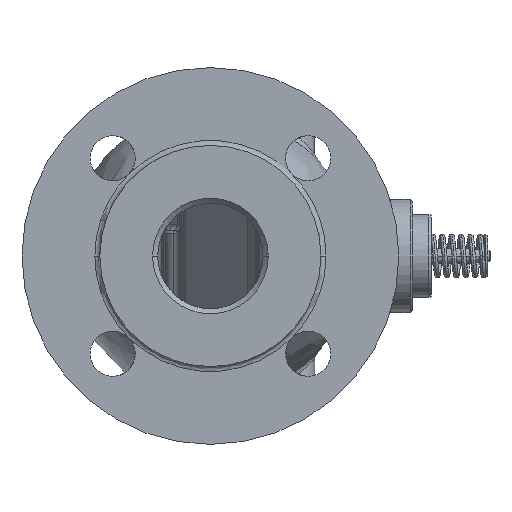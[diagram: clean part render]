
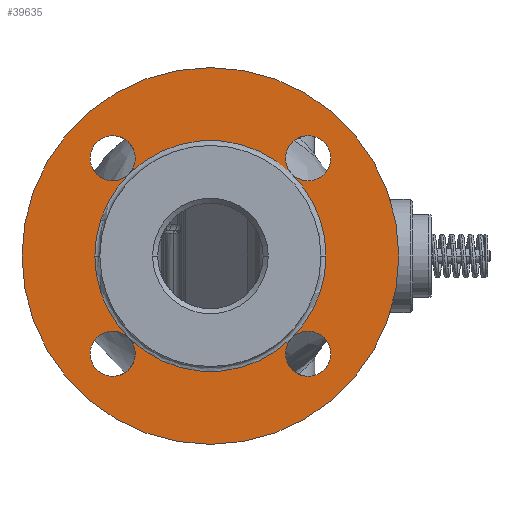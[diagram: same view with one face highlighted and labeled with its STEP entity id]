
A CAD part, left-side view. The second image highlights one B-rep face of the part: STEP entity #39635.
In plain terms, the highlighted planar face has unit normal (-1, 0, 0).
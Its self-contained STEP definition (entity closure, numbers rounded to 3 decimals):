
#18384=CARTESIAN_POINT('',(-98.,0.,0.));
#18385=DIRECTION('',(-1.,0.,0.));
#18386=DIRECTION('',(0.,1.,0.));
#18387=AXIS2_PLACEMENT_3D('',#18384,#18385,#18386);
#18389=CARTESIAN_POINT('',(-98.,0.,0.));
#18390=DIRECTION('',(1.,0.,0.));
#18391=DIRECTION('',(0.,1.,0.));
#18392=AXIS2_PLACEMENT_3D('',#18389,#18390,#18391);
#18394=CARTESIAN_POINT('',(-98.,-38.891,
38.891));
#18395=DIRECTION('',(1.,0.,0.));
#18396=DIRECTION('',(0.,0.,1.));
#18397=AXIS2_PLACEMENT_3D('',#18394,#18395,#18396);
#18399=CARTESIAN_POINT('',(-98.,-38.891,
38.891));
#18400=DIRECTION('',(1.,0.,0.));
#18401=DIRECTION('',(0.,0.707,-0.707));
#18402=AXIS2_PLACEMENT_3D('',#18399,#18400,#18401);
#18404=CARTESIAN_POINT('',(-98.,38.891,
38.891));
#18405=DIRECTION('',(1.,0.,0.));
#18406=DIRECTION('',(0.,0.,1.));
#18407=AXIS2_PLACEMENT_3D('',#18404,#18405,#18406);
#18409=CARTESIAN_POINT('',(-98.,38.891,
38.891));
#18410=DIRECTION('',(1.,0.,0.));
#18411=DIRECTION('',(0.,0.,-1.));
#18412=AXIS2_PLACEMENT_3D('',#18409,#18410,#18411);
#18414=CARTESIAN_POINT('',(-98.,38.891,
38.891));
#18415=DIRECTION('',(1.,0.,0.));
#18416=DIRECTION('',(0.,-0.707,-0.707));
#18417=AXIS2_PLACEMENT_3D('',#18414,#18415,#18416);
#18419=CARTESIAN_POINT('',(-98.,38.891,
-38.891));
#18420=DIRECTION('',(1.,0.,0.));
#18421=DIRECTION('',(0.,0.,1.));
#18422=AXIS2_PLACEMENT_3D('',#18419,#18420,#18421);
#18424=CARTESIAN_POINT('',(-98.,38.891,
-38.891));
#18425=DIRECTION('',(1.,0.,0.));
#18426=DIRECTION('',(0.,0.,-1.));
#18427=AXIS2_PLACEMENT_3D('',#18424,#18425,#18426);
#18429=CARTESIAN_POINT('',(-98.,38.891,
-38.891));
#18430=DIRECTION('',(1.,0.,0.));
#18431=DIRECTION('',(0.,-0.707,0.707));
#18432=AXIS2_PLACEMENT_3D('',#18429,#18430,#18431);
#18434=CARTESIAN_POINT('',(-98.,-38.891,
-38.891));
#18435=DIRECTION('',(1.,0.,0.));
#18436=DIRECTION('',(0.,0.,-1.));
#18437=AXIS2_PLACEMENT_3D('',#18434,#18435,#18436);
#18439=CARTESIAN_POINT('',(-98.,-38.891,
-38.891));
#18440=DIRECTION('',(1.,0.,0.));
#18441=DIRECTION('',(0.,0.,1.));
#18442=AXIS2_PLACEMENT_3D('',#18439,#18440,#18441);
#18444=CARTESIAN_POINT('',(-98.,-38.891,
-38.891));
#18445=DIRECTION('',(1.,0.,0.));
#18446=DIRECTION('',(0.,0.707,0.707));
#18447=AXIS2_PLACEMENT_3D('',#18444,#18445,#18446);
#18449=CARTESIAN_POINT('',(-98.,-38.891,
38.891));
#18450=DIRECTION('',(1.,0.,0.));
#18451=DIRECTION('',(0.,0.,-1.));
#18452=AXIS2_PLACEMENT_3D('',#18449,#18450,#18451);
#18462=CARTESIAN_POINT('',(-98.,0.,0.));
#18463=DIRECTION('',(1.,0.,0.));
#18464=DIRECTION('',(0.,1.,0.));
#18465=AXIS2_PLACEMENT_3D('',#18462,#18463,#18464);
#18467=CARTESIAN_POINT('',(-98.,0.,0.));
#18468=DIRECTION('',(1.,0.,0.));
#18469=DIRECTION('',(0.,0.707,0.707));
#18470=AXIS2_PLACEMENT_3D('',#18467,#18468,#18469);
#18472=CARTESIAN_POINT('',(-98.,0.,0.));
#18473=DIRECTION('',(1.,0.,0.));
#18474=DIRECTION('',(0.,-0.707,0.707));
#18475=AXIS2_PLACEMENT_3D('',#18472,#18473,#18474);
#18477=CARTESIAN_POINT('',(-98.,0.,0.));
#18478=DIRECTION('',(-1.,0.,0.));
#18479=DIRECTION('',(0.,1.,0.));
#18480=AXIS2_PLACEMENT_3D('',#18477,#18478,#18479);
#18492=CARTESIAN_POINT('',(-98.,0.,0.));
#18493=DIRECTION('',(-1.,0.,0.));
#18494=DIRECTION('',(0.,-0.707,-0.707));
#18495=AXIS2_PLACEMENT_3D('',#18492,#18493,#18494);
#18497=CARTESIAN_POINT('',(-98.,0.,0.));
#18498=DIRECTION('',(-1.,0.,0.));
#18499=DIRECTION('',(0.,0.707,-0.707));
#18500=AXIS2_PLACEMENT_3D('',#18497,#18498,#18499);
#22262=CARTESIAN_POINT('',(-98.,75.,0.));
#22264=VERTEX_POINT('',#22262);
#22265=CARTESIAN_POINT('',(-98.,46.,0.));
#22267=VERTEX_POINT('',#22265);
#22304=CARTESIAN_POINT('',(-98.,-75.,0.));
#22306=VERTEX_POINT('',#22304);
#22307=CARTESIAN_POINT('',(-98.,-46.,0.));
#22309=VERTEX_POINT('',#22307);
#22859=CARTESIAN_POINT('',(-98.,-38.891,
47.891));
#22860=CARTESIAN_POINT('',(-98.,-38.891,
29.891));
#22861=VERTEX_POINT('',#22859);
#22862=VERTEX_POINT('',#22860);
#22863=CARTESIAN_POINT('',(-98.,-32.527,
32.527));
#22864=VERTEX_POINT('',#22863);
#22865=CARTESIAN_POINT('',(-98.,-38.891,
-29.891));
#22866=CARTESIAN_POINT('',(-98.,-38.891,
-47.891));
#22867=VERTEX_POINT('',#22865);
#22868=VERTEX_POINT('',#22866);
#22869=CARTESIAN_POINT('',(-98.,-32.527,
-32.527));
#22870=VERTEX_POINT('',#22869);
#22871=CARTESIAN_POINT('',(-98.,38.891,
-29.891));
#22872=CARTESIAN_POINT('',(-98.,32.527,
-32.527));
#22873=VERTEX_POINT('',#22871);
#22874=VERTEX_POINT('',#22872);
#22875=CARTESIAN_POINT('',(-98.,38.891,
-47.891));
#22876=VERTEX_POINT('',#22875);
#22877=CARTESIAN_POINT('',(-98.,38.891,
47.891));
#22878=CARTESIAN_POINT('',(-98.,32.527,
32.527));
#22879=VERTEX_POINT('',#22877);
#22880=VERTEX_POINT('',#22878);
#22881=CARTESIAN_POINT('',(-98.,38.891,
29.891));
#22882=VERTEX_POINT('',#22881);
#39588=CARTESIAN_POINT('',(-98.,0.,0.));
#39589=DIRECTION('',(1.,0.,0.));
#39590=DIRECTION('',(0.,-1.,0.));
#39591=AXIS2_PLACEMENT_3D('',#39588,#39589,#39590);
#39592=PLANE('',#39591);
#39593=ORIENTED_EDGE('',*,*,#39581,.F.);
#39594=ORIENTED_EDGE('',*,*,#39570,.T.);
#39595=EDGE_LOOP('',(#39593,#39594));
#39596=FACE_OUTER_BOUND('',#39595,.F.);
#39598=ORIENTED_EDGE('',*,*,#39597,.F.);
#39600=ORIENTED_EDGE('',*,*,#39599,.F.);
#39602=ORIENTED_EDGE('',*,*,#39601,.F.);
#39604=ORIENTED_EDGE('',*,*,#39603,.F.);
#39606=ORIENTED_EDGE('',*,*,#39605,.F.);
#39608=ORIENTED_EDGE('',*,*,#39607,.F.);
#39610=ORIENTED_EDGE('',*,*,#39609,.F.);
#39612=ORIENTED_EDGE('',*,*,#39611,.T.);
#39614=ORIENTED_EDGE('',*,*,#39613,.F.);
#39616=ORIENTED_EDGE('',*,*,#39615,.F.);
#39618=ORIENTED_EDGE('',*,*,#39617,.F.);
#39620=ORIENTED_EDGE('',*,*,#39619,.T.);
#39622=ORIENTED_EDGE('',*,*,#39621,.F.);
#39624=ORIENTED_EDGE('',*,*,#39623,.F.);
#39626=ORIENTED_EDGE('',*,*,#39625,.F.);
#39628=ORIENTED_EDGE('',*,*,#39627,.T.);
#39630=ORIENTED_EDGE('',*,*,#39629,.F.);
#39632=ORIENTED_EDGE('',*,*,#39631,.F.);
#39633=EDGE_LOOP('',(#39598,#39600,#39602,#39604,#39606,#39608,#39610,#39612,
#39614,#39616,#39618,#39620,#39622,#39624,#39626,#39628,#39630,#39632));
#39634=FACE_BOUND('',#39633,.F.);
#39635=ADVANCED_FACE('',(#39596,#39634),#39592,.F.);
#18388=CIRCLE('',#18387,75.);
#18393=CIRCLE('',#18392,75.);
#18398=CIRCLE('',#18397,9.);
#18403=CIRCLE('',#18402,9.);
#18408=CIRCLE('',#18407,9.);
#18413=CIRCLE('',#18412,9.);
#18418=CIRCLE('',#18417,9.);
#18423=CIRCLE('',#18422,9.);
#18428=CIRCLE('',#18427,9.);
#18433=CIRCLE('',#18432,9.);
#18438=CIRCLE('',#18437,9.);
#18443=CIRCLE('',#18442,9.);
#18448=CIRCLE('',#18447,9.);
#18453=CIRCLE('',#18452,9.);
#18466=CIRCLE('',#18465,46.);
#18471=CIRCLE('',#18470,46.);
#18476=CIRCLE('',#18475,46.);
#18481=CIRCLE('',#18480,46.);
#18496=CIRCLE('',#18495,46.);
#18501=CIRCLE('',#18500,46.);
#39570=EDGE_CURVE('',#22264,#22306,#18393,.T.);
#39581=EDGE_CURVE('',#22264,#22306,#18388,.T.);
#39597=EDGE_CURVE('',#22861,#22862,#18398,.T.);
#39599=EDGE_CURVE('',#22864,#22861,#18403,.T.);
#39601=EDGE_CURVE('',#22880,#22864,#18471,.T.);
#39603=EDGE_CURVE('',#22879,#22880,#18408,.T.);
#39605=EDGE_CURVE('',#22882,#22879,#18413,.T.);
#39607=EDGE_CURVE('',#22880,#22882,#18418,.T.);
#39609=EDGE_CURVE('',#22267,#22880,#18466,.T.);
#39611=EDGE_CURVE('',#22267,#22874,#18481,.T.);
#39613=EDGE_CURVE('',#22873,#22874,#18423,.T.);
#39615=EDGE_CURVE('',#22876,#22873,#18428,.T.);
#39617=EDGE_CURVE('',#22874,#22876,#18433,.T.);
#39619=EDGE_CURVE('',#22874,#22870,#18501,.T.);
#39621=EDGE_CURVE('',#22868,#22870,#18438,.T.);
#39623=EDGE_CURVE('',#22867,#22868,#18443,.T.);
#39625=EDGE_CURVE('',#22870,#22867,#18448,.T.);
#39627=EDGE_CURVE('',#22870,#22309,#18496,.T.);
#39629=EDGE_CURVE('',#22864,#22309,#18476,.T.);
#39631=EDGE_CURVE('',#22862,#22864,#18453,.T.);
